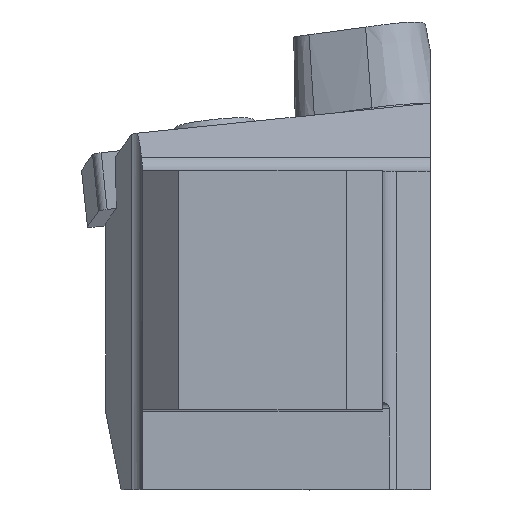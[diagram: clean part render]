
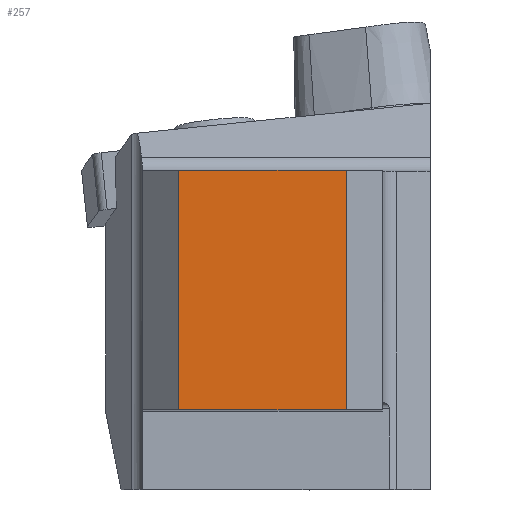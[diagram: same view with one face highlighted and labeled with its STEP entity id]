
A CAD part, top view. The second image highlights one B-rep face of the part: STEP entity #257.
In plain terms, the highlighted planar face has unit normal (0, 0, 1).
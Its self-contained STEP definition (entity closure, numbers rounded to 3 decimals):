
#257=ADVANCED_FACE('CU_BACK_SU1',(#378),#323,.F.);
#323=PLANE('',#1609);
#378=FACE_OUTER_BOUND('',#450,.T.);
#450=EDGE_LOOP('',(#658,#659,#660,#661));
#658=ORIENTED_EDGE('',*,*,#1159,.F.);
#659=ORIENTED_EDGE('',*,*,#1147,.T.);
#660=ORIENTED_EDGE('',*,*,#1160,.T.);
#661=ORIENTED_EDGE('',*,*,#1161,.F.);
#984=VERTEX_POINT('',#2416);
#985=VERTEX_POINT('',#2418);
#993=VERTEX_POINT('',#2456);
#994=VERTEX_POINT('',#2458);
#1147=EDGE_CURVE('',#985,#984,#1310,.T.);
#1159=EDGE_CURVE('',#985,#993,#1318,.T.);
#1160=EDGE_CURVE('',#984,#994,#1319,.T.);
#1161=EDGE_CURVE('',#993,#994,#1320,.T.);
#1310=LINE('',#2417,#1429);
#1318=LINE('',#2455,#1437);
#1319=LINE('',#2457,#1438);
#1320=LINE('',#2459,#1439);
#1429=VECTOR('',#1859,1.);
#1437=VECTOR('',#1879,1.);
#1438=VECTOR('',#1880,1.);
#1439=VECTOR('',#1881,1.);
#1609=AXIS2_PLACEMENT_3D('',#2460,#1882,#1883);
#1859=DIRECTION('',(1.,0.,0.));
#1879=DIRECTION('',(0.,1.,0.));
#1880=DIRECTION('',(0.,1.,0.));
#1881=DIRECTION('',(1.,0.,0.));
#1882=DIRECTION('',(0.,0.,-1.));
#1883=DIRECTION('',(-1.,0.,0.));
#2416=CARTESIAN_POINT('',(-3.,0.,0.));
#2417=CARTESIAN_POINT('',(-110.,0.,0.));
#2418=CARTESIAN_POINT('',(-16.925,0.,0.));
#2455=CARTESIAN_POINT('',(-16.925,0.,0.));
#2456=CARTESIAN_POINT('',(-16.925,19.925,0.));
#2457=CARTESIAN_POINT('',(-3.,0.,0.));
#2458=CARTESIAN_POINT('',(-3.,19.925,0.));
#2459=CARTESIAN_POINT('',(-110.,19.925,0.));
#2460=CARTESIAN_POINT('',(28.496,44.925,0.));
